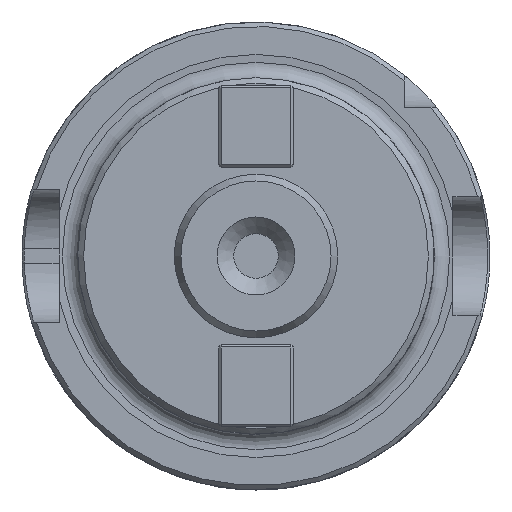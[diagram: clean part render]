
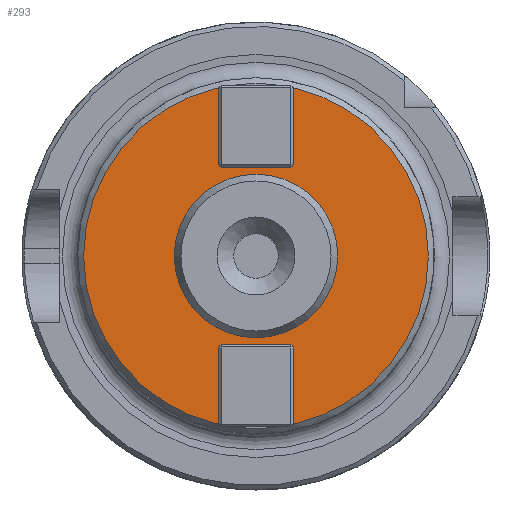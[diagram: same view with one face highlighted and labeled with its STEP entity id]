
A CAD part, left-side view. The second image highlights one B-rep face of the part: STEP entity #293.
In plain terms, the highlighted planar face has unit normal (-1, 0, 0).
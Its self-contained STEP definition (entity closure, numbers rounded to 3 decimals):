
#193=FACE_BOUND('',#594,.T.);
#194=FACE_BOUND('',#595,.T.);
#293=ADVANCED_FACE('',(#193,#194),#377,.F.);
#377=PLANE('',#2165);
#594=EDGE_LOOP('',(#1301));
#595=EDGE_LOOP('',(#1302,#1303,#1304,#1305,#1306,#1307,#1308,#1309,#1310,
#1311,#1312,#1313,#1314,#1315,#1316,#1317));
#724=LINE('',#3769,#860);
#725=LINE('',#3772,#861);
#726=LINE('',#3776,#862);
#727=LINE('',#3778,#863);
#728=LINE('',#3780,#864);
#729=LINE('',#3782,#865);
#730=LINE('',#3784,#866);
#731=LINE('',#3786,#867);
#732=LINE('',#3788,#868);
#733=LINE('',#3792,#869);
#734=LINE('',#3794,#870);
#735=LINE('',#3796,#871);
#736=LINE('',#3798,#872);
#737=LINE('',#3800,#873);
#860=VECTOR('',#2538,1.);
#861=VECTOR('',#2539,1.);
#862=VECTOR('',#2542,1.);
#863=VECTOR('',#2543,1.);
#864=VECTOR('',#2544,1.);
#865=VECTOR('',#2545,1.);
#866=VECTOR('',#2546,1.);
#867=VECTOR('',#2547,1.);
#868=VECTOR('',#2548,1.);
#869=VECTOR('',#2551,1.);
#870=VECTOR('',#2552,1.);
#871=VECTOR('',#2553,1.);
#872=VECTOR('',#2554,1.);
#873=VECTOR('',#2555,1.);
#1301=ORIENTED_EDGE('',*,*,#1874,.F.);
#1302=ORIENTED_EDGE('',*,*,#1875,.T.);
#1303=ORIENTED_EDGE('',*,*,#1876,.T.);
#1304=ORIENTED_EDGE('',*,*,#1877,.F.);
#1305=ORIENTED_EDGE('',*,*,#1878,.T.);
#1306=ORIENTED_EDGE('',*,*,#1879,.T.);
#1307=ORIENTED_EDGE('',*,*,#1880,.T.);
#1308=ORIENTED_EDGE('',*,*,#1881,.T.);
#1309=ORIENTED_EDGE('',*,*,#1882,.T.);
#1310=ORIENTED_EDGE('',*,*,#1883,.T.);
#1311=ORIENTED_EDGE('',*,*,#1884,.T.);
#1312=ORIENTED_EDGE('',*,*,#1885,.F.);
#1313=ORIENTED_EDGE('',*,*,#1886,.T.);
#1314=ORIENTED_EDGE('',*,*,#1887,.T.);
#1315=ORIENTED_EDGE('',*,*,#1888,.T.);
#1316=ORIENTED_EDGE('',*,*,#1889,.T.);
#1317=ORIENTED_EDGE('',*,*,#1890,.T.);
#1627=VERTEX_POINT('',#3768);
#1628=VERTEX_POINT('',#3770);
#1629=VERTEX_POINT('',#3771);
#1630=VERTEX_POINT('',#3773);
#1631=VERTEX_POINT('',#3775);
#1632=VERTEX_POINT('',#3777);
#1633=VERTEX_POINT('',#3779);
#1634=VERTEX_POINT('',#3781);
#1635=VERTEX_POINT('',#3783);
#1636=VERTEX_POINT('',#3785);
#1637=VERTEX_POINT('',#3787);
#1638=VERTEX_POINT('',#3789);
#1639=VERTEX_POINT('',#3791);
#1640=VERTEX_POINT('',#3793);
#1641=VERTEX_POINT('',#3795);
#1642=VERTEX_POINT('',#3797);
#1643=VERTEX_POINT('',#3799);
#1874=EDGE_CURVE('',#1627,#1627,#2017,.T.);
#1875=EDGE_CURVE('',#1628,#1629,#724,.T.);
#1876=EDGE_CURVE('',#1629,#1630,#725,.T.);
#1877=EDGE_CURVE('',#1631,#1630,#2018,.T.);
#1878=EDGE_CURVE('',#1631,#1632,#726,.T.);
#1879=EDGE_CURVE('',#1632,#1633,#727,.T.);
#1880=EDGE_CURVE('',#1633,#1634,#728,.T.);
#1881=EDGE_CURVE('',#1634,#1635,#729,.T.);
#1882=EDGE_CURVE('',#1635,#1636,#730,.T.);
#1883=EDGE_CURVE('',#1636,#1637,#731,.T.);
#1884=EDGE_CURVE('',#1637,#1638,#732,.T.);
#1885=EDGE_CURVE('',#1639,#1638,#2019,.T.);
#1886=EDGE_CURVE('',#1639,#1640,#733,.T.);
#1887=EDGE_CURVE('',#1640,#1641,#734,.T.);
#1888=EDGE_CURVE('',#1641,#1642,#735,.T.);
#1889=EDGE_CURVE('',#1642,#1643,#736,.T.);
#1890=EDGE_CURVE('',#1643,#1628,#737,.T.);
#2017=CIRCLE('',#2162,11.);
#2018=CIRCLE('',#2163,23.2);
#2019=CIRCLE('',#2164,23.2);
#2162=AXIS2_PLACEMENT_3D('',#3767,#2536,#2537);
#2163=AXIS2_PLACEMENT_3D('',#3774,#2540,#2541);
#2164=AXIS2_PLACEMENT_3D('',#3790,#2549,#2550);
#2165=AXIS2_PLACEMENT_3D('',#3801,#2556,#2557);
#2536=DIRECTION('',(-1.,0.,0.));
#2537=DIRECTION('',(0.,0.,-1.));
#2538=DIRECTION('',(0.,0.,-1.));
#2539=DIRECTION('',(0.,0.707,-0.707));
#2540=DIRECTION('',(1.,0.,0.));
#2541=DIRECTION('',(0.,0.,1.));
#2542=DIRECTION('',(0.,-0.707,-0.707));
#2543=DIRECTION('',(0.,0.,-1.));
#2544=DIRECTION('',(0.,0.707,-0.707));
#2545=DIRECTION('',(0.,1.,0.));
#2546=DIRECTION('',(0.,0.707,0.707));
#2547=DIRECTION('',(0.,0.,1.));
#2548=DIRECTION('',(0.,-0.707,0.707));
#2549=DIRECTION('',(1.,0.,0.));
#2550=DIRECTION('',(0.,0.,1.));
#2551=DIRECTION('',(0.,0.707,0.707));
#2552=DIRECTION('',(0.,0.,1.));
#2553=DIRECTION('',(0.,-0.707,0.707));
#2554=DIRECTION('',(0.,-1.,0.));
#2555=DIRECTION('',(0.,-0.707,-0.707));
#2556=DIRECTION('',(1.,0.,0.));
#2557=DIRECTION('',(0.,0.,-1.));
#3767=CARTESIAN_POINT('',(19.,0.,0.));
#3768=CARTESIAN_POINT('',(19.,0.,-11.));
#3769=CARTESIAN_POINT('',(19.,-5.,23.2));
#3770=CARTESIAN_POINT('',(19.,-5.,-12.25));
#3771=CARTESIAN_POINT('',(19.,-5.,-22.65));
#3772=CARTESIAN_POINT('',(19.,-25.425,-2.225));
#3773=CARTESIAN_POINT('',(19.,-4.994,-22.656));
#3774=CARTESIAN_POINT('',(19.,0.,0.));
#3775=CARTESIAN_POINT('',(19.,-4.994,22.656));
#3776=CARTESIAN_POINT('',(19.,-2.225,25.425));
#3777=CARTESIAN_POINT('',(19.,-5.,22.65));
#3778=CARTESIAN_POINT('',(19.,-5.,23.2));
#3779=CARTESIAN_POINT('',(19.,-5.,12.25));
#3780=CARTESIAN_POINT('',(19.,-7.975,15.225));
#3781=CARTESIAN_POINT('',(19.,-4.7,11.95));
#3782=CARTESIAN_POINT('',(19.,0.,11.95));
#3783=CARTESIAN_POINT('',(19.,4.7,11.95));
#3784=CARTESIAN_POINT('',(19.,7.975,15.225));
#3785=CARTESIAN_POINT('',(19.,5.,12.25));
#3786=CARTESIAN_POINT('',(19.,5.,23.2));
#3787=CARTESIAN_POINT('',(19.,5.,22.65));
#3788=CARTESIAN_POINT('',(19.,2.225,25.425));
#3789=CARTESIAN_POINT('',(19.,4.994,22.656));
#3790=CARTESIAN_POINT('',(19.,0.,0.));
#3791=CARTESIAN_POINT('',(19.,4.994,-22.656));
#3792=CARTESIAN_POINT('',(19.,25.425,-2.225));
#3793=CARTESIAN_POINT('',(19.,5.,-22.65));
#3794=CARTESIAN_POINT('',(19.,5.,23.2));
#3795=CARTESIAN_POINT('',(19.,5.,-12.25));
#3796=CARTESIAN_POINT('',(19.,-15.225,7.975));
#3797=CARTESIAN_POINT('',(19.,4.7,-11.95));
#3798=CARTESIAN_POINT('',(19.,0.,-11.95));
#3799=CARTESIAN_POINT('',(19.,-4.7,-11.95));
#3800=CARTESIAN_POINT('',(19.,15.225,7.975));
#3801=CARTESIAN_POINT('',(19.,0.,23.2));
